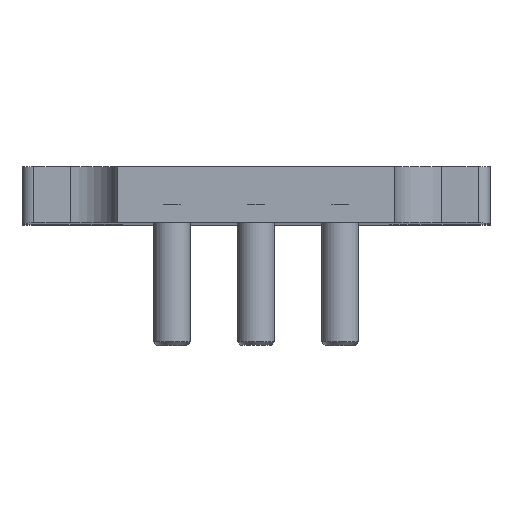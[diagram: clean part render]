
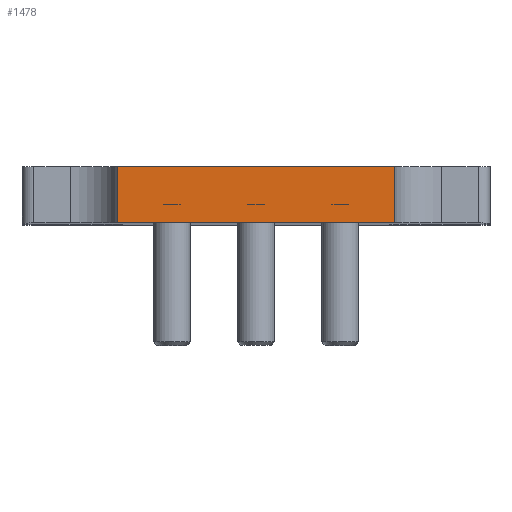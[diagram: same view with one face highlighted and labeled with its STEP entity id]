
A CAD part, top view. The second image highlights one B-rep face of the part: STEP entity #1478.
In plain terms, the highlighted planar face has unit normal (0, 0, 1).
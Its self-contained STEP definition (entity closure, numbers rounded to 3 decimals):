
#233=ORIENTED_EDGE('',*,*,#605,.T.);
#234=ORIENTED_EDGE('',*,*,#606,.F.);
#235=ORIENTED_EDGE('',*,*,#607,.F.);
#236=ORIENTED_EDGE('',*,*,#603,.T.);
#603=EDGE_CURVE('',#788,#787,#928,.T.);
#605=EDGE_CURVE('',#787,#789,#930,.T.);
#606=EDGE_CURVE('',#790,#789,#931,.T.);
#607=EDGE_CURVE('',#788,#790,#932,.T.);
#787=VERTEX_POINT('',#2336);
#788=VERTEX_POINT('',#2338);
#789=VERTEX_POINT('',#2342);
#790=VERTEX_POINT('',#2344);
#928=LINE('',#2337,#1008);
#930=LINE('',#2341,#1010);
#931=LINE('',#2343,#1011);
#932=LINE('',#2345,#1012);
#1008=VECTOR('',#1838,1000.);
#1010=VECTOR('',#1842,1000.);
#1011=VECTOR('',#1843,1000.);
#1012=VECTOR('',#1844,1000.);
#1083=EDGE_LOOP('',(#233,#234,#235,#236));
#1259=FACE_BOUND('',#1083,.T.);
#1434=PLANE('',#1609);
#1478=ADVANCED_FACE('',(#1259),#1434,.F.);
#1609=AXIS2_PLACEMENT_3D('',#2340,#1840,#1841);
#1838=DIRECTION('',(0.,-1.,0.));
#1840=DIRECTION('',(0.,0.,-1.));
#1841=DIRECTION('',(-1.,0.,0.));
#1842=DIRECTION('',(1.,0.,0.));
#1843=DIRECTION('',(0.,-1.,0.));
#1844=DIRECTION('',(1.,0.,0.));
#2336=CARTESIAN_POINT('',(-29.6,0.,213.4));
#2337=CARTESIAN_POINT('',(-29.6,12.,213.4));
#2338=CARTESIAN_POINT('',(-29.6,12.,213.4));
#2340=CARTESIAN_POINT('',(-29.6,12.,213.4));
#2341=CARTESIAN_POINT('',(-29.6,0.,213.4));
#2342=CARTESIAN_POINT('',(29.6,0.,213.4));
#2343=CARTESIAN_POINT('',(29.6,12.,213.4));
#2344=CARTESIAN_POINT('',(29.6,12.,213.4));
#2345=CARTESIAN_POINT('',(-29.6,12.,213.4));
